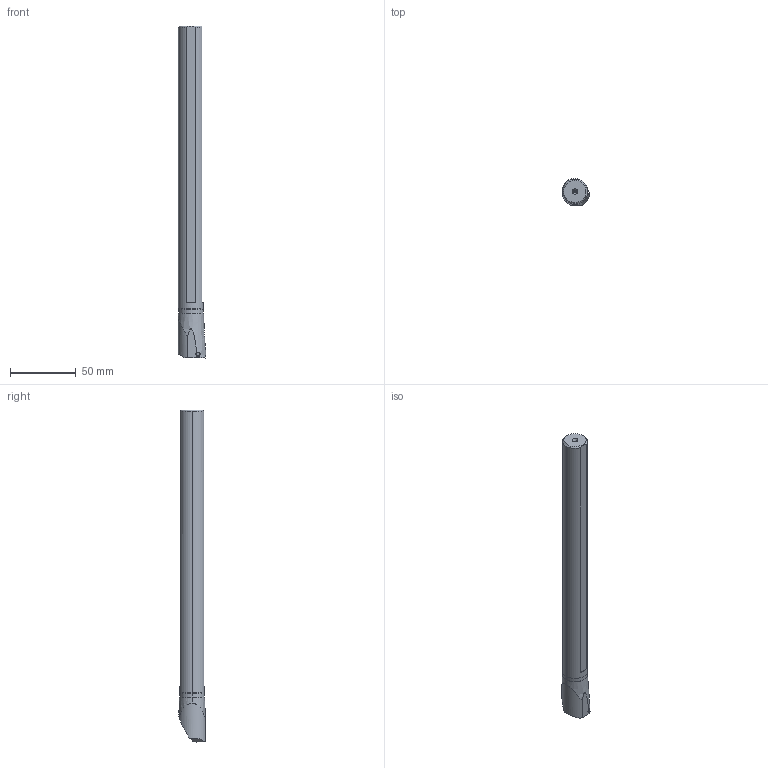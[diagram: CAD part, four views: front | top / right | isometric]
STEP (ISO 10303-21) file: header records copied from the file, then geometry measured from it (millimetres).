
FILE_DESCRIPTION(/* description */ (''),/* implementation_level */ '2;1');
FILE_NAME(/* name */ 'S-STFEL-123.stp',/* time_stamp */ '2021-12-22T09:38:40+09:00',/* author */ (''),/* organization */ (''),/* preprocessor_version */ 'ST-DEVELOPER v16',/* originating_system */ 'SIEMENS PLM Software NX 10.0',/* authorisation */ '');
FILE_SCHEMA (('AUTOMOTIVE_DESIGN { 1 0 10303 214 3 1 1 1 }'));
Length unit declared in the file: millimetre
Products named in the file (1): S-STFEL-123_ASM
Bounding box: 21.12 x 20.42 x 253.11 mm (x, y, z)
Volume: 66869.9 mm3; surface area: 15729.7 mm2
Topology: 2 solids, 2 shells, 82 faces, 220 edges, 142 vertices
Faces by surface type: cylinder 33, plane 26, cone 17, torus 4, bspline 2
Entity records: 3204 total; most frequent: CARTESIAN_POINT 1073, DIRECTION 435, ORIENTED_EDGE 432, EDGE_CURVE 216, AXIS2_PLACEMENT_3D 172, VERTEX_POINT 139, LINE 91, VECTOR 91
